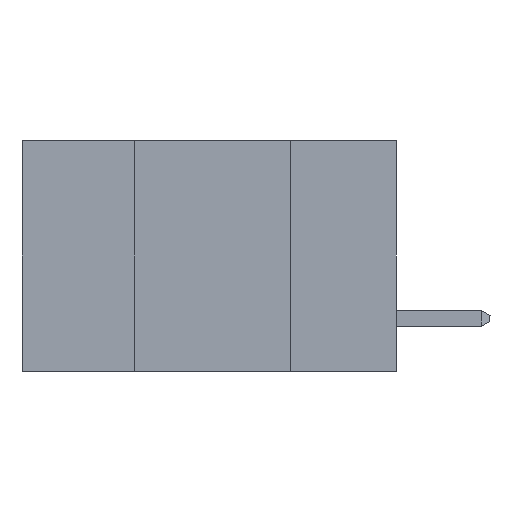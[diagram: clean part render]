
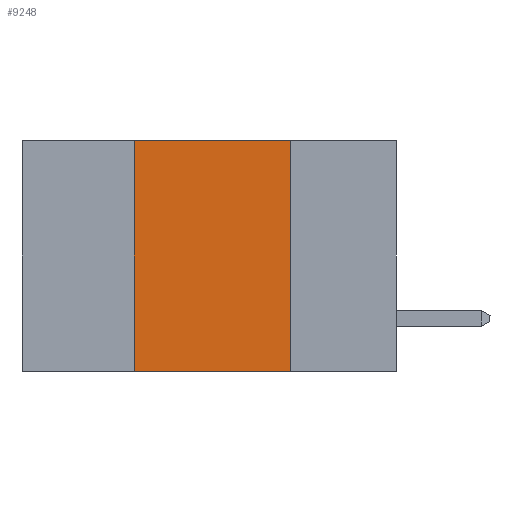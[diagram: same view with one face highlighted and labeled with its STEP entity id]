
A CAD part, left-side view. The second image highlights one B-rep face of the part: STEP entity #9248.
In plain terms, the highlighted planar face has unit normal (-1, 0, 0).
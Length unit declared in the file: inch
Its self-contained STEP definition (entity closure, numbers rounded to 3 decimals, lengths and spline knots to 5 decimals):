
#97 = LINE ( 'NONE', #1809, #2343 ) ;
#508 = CARTESIAN_POINT ( 'NONE',  ( 0., 0.6, -0.37 ) ) ;
#571 = VECTOR ( 'NONE', #3583, 39.37008 ) ;
#698 = EDGE_CURVE ( 'NONE', #756, #2063, #97, .T. ) ;
#756 = VERTEX_POINT ( 'NONE', #2749 ) ;
#802 = VECTOR ( 'NONE', #2792, 39.37008 ) ;
#1281 = DIRECTION ( 'NONE',  ( 0., -1., 0. ) ) ;
#1589 = DIRECTION ( 'NONE',  ( 1., 0., 0. ) ) ;
#1734 = VERTEX_POINT ( 'NONE', #8905 ) ;
#1809 = CARTESIAN_POINT ( 'NONE',  ( 0., 0.17, -0.37 ) ) ;
#2063 = VERTEX_POINT ( 'NONE', #5694 ) ;
#2071 = LINE ( 'NONE', #508, #5838 ) ;
#2343 = VECTOR ( 'NONE', #3291, 39.37008 ) ;
#2505 = ORIENTED_EDGE ( 'NONE', *, *, #9594, .T. ) ;
#2749 = CARTESIAN_POINT ( 'NONE',  ( 0., 0.17, 0. ) ) ;
#2792 = DIRECTION ( 'NONE',  ( 0., 0., 1. ) ) ;
#3057 = AXIS2_PLACEMENT_3D ( 'NONE', #6090, #1589, #6824 ) ;
#3182 = CARTESIAN_POINT ( 'NONE',  ( 0., 0.42, 0. ) ) ;
#3291 = DIRECTION ( 'NONE',  ( 0., 0., -1. ) ) ;
#3583 = DIRECTION ( 'NONE',  ( 0., -1., 0. ) ) ;
#4466 = ORIENTED_EDGE ( 'NONE', *, *, #5458, .F. ) ;
#5152 = VERTEX_POINT ( 'NONE', #3182 ) ;
#5458 = EDGE_CURVE ( 'NONE', #1734, #5152, #6795, .T. ) ;
#5488 = EDGE_CURVE ( 'NONE', #5152, #756, #6570, .T. ) ;
#5694 = CARTESIAN_POINT ( 'NONE',  ( 0., 0.17, -0.37 ) ) ;
#5838 = VECTOR ( 'NONE', #1281, 39.37008 ) ;
#6090 = CARTESIAN_POINT ( 'NONE',  ( 0., 0.6, 0. ) ) ;
#6140 = FACE_OUTER_BOUND ( 'NONE', #7234, .T. ) ;
#6570 = LINE ( 'NONE', #6587, #571 ) ;
#6587 = CARTESIAN_POINT ( 'NONE',  ( 0., 0.6, 0. ) ) ;
#6795 = LINE ( 'NONE', #7292, #802 ) ;
#6824 = DIRECTION ( 'NONE',  ( 0., 0., -1. ) ) ;
#7234 = EDGE_LOOP ( 'NONE', ( #9000, #7381, #4466, #2505 ) ) ;
#7292 = CARTESIAN_POINT ( 'NONE',  ( 0., 0.42, -0.37 ) ) ;
#7381 = ORIENTED_EDGE ( 'NONE', *, *, #5488, .F. ) ;
#8905 = CARTESIAN_POINT ( 'NONE',  ( 0., 0.42, -0.37 ) ) ;
#8950 = PLANE ( 'NONE',  #3057 ) ;
#9000 = ORIENTED_EDGE ( 'NONE', *, *, #698, .F. ) ;
#9248 = ADVANCED_FACE ( 'NONE', ( #6140 ), #8950, .F. ) ;
#9594 = EDGE_CURVE ( 'NONE', #1734, #2063, #2071, .T. ) ;
